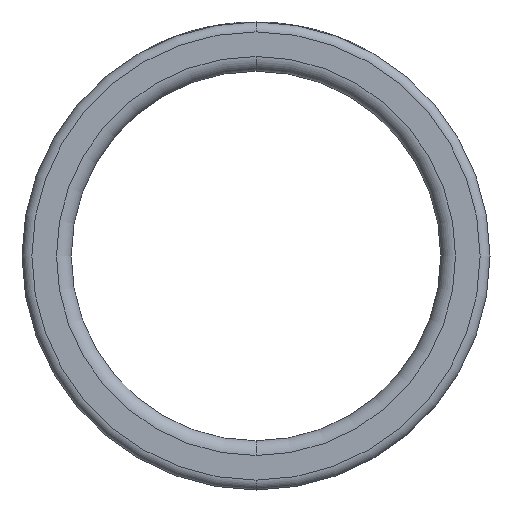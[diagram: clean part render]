
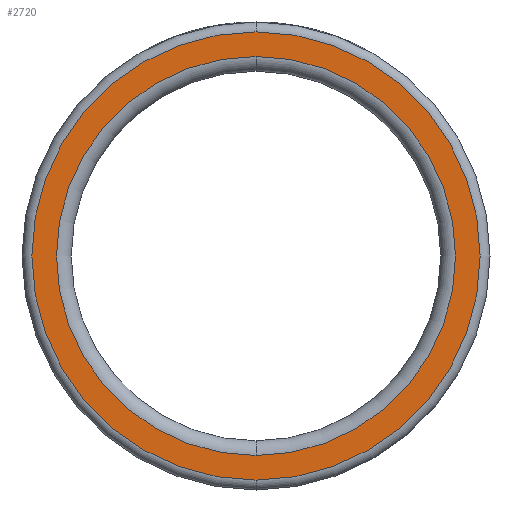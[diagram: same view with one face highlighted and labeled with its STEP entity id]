
A CAD part, front view. The second image highlights one B-rep face of the part: STEP entity #2720.
In plain terms, the highlighted planar face has unit normal (0, -1, 0).
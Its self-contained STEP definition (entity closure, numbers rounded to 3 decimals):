
#18 = AXIS2_PLACEMENT_3D ( 'NONE', #846, #2534, #2319 ) ;
#25 = CARTESIAN_POINT ( 'NONE',  ( 0., -85., 0. ) ) ;
#159 = AXIS2_PLACEMENT_3D ( 'NONE', #1985, #740, #932 ) ;
#167 = VERTEX_POINT ( 'NONE', #2193 ) ;
#199 = VERTEX_POINT ( 'NONE', #919 ) ;
#232 = EDGE_LOOP ( 'NONE', ( #1930, #2000 ) ) ;
#283 = AXIS2_PLACEMENT_3D ( 'NONE', #1269, #1246, #1055 ) ;
#297 = EDGE_CURVE ( 'NONE', #1298, #772, #738, .T. ) ;
#399 = CIRCLE ( 'NONE', #876, 40.5 ) ;
#453 = DIRECTION ( 'NONE',  ( 0., 0., -1. ) ) ;
#540 = EDGE_CURVE ( 'NONE', #167, #199, #2261, .T. ) ;
#575 = AXIS2_PLACEMENT_3D ( 'NONE', #2570, #1499, #2770 ) ;
#729 = FACE_BOUND ( 'NONE', #232, .T. ) ;
#738 = CIRCLE ( 'NONE', #159, 40.5 ) ;
#740 = DIRECTION ( 'NONE',  ( 0., -1., 0. ) ) ;
#772 = VERTEX_POINT ( 'NONE', #2592 ) ;
#846 = CARTESIAN_POINT ( 'NONE',  ( 0., -85., 0. ) ) ;
#876 = AXIS2_PLACEMENT_3D ( 'NONE', #25, #1517, #453 ) ;
#919 = CARTESIAN_POINT ( 'NONE',  ( 0., -85., -45.5 ) ) ;
#932 = DIRECTION ( 'NONE',  ( 0., 0., -1. ) ) ;
#1055 = DIRECTION ( 'NONE',  ( 0., 0., -1. ) ) ;
#1107 = EDGE_CURVE ( 'NONE', #772, #1298, #399, .T. ) ;
#1246 = DIRECTION ( 'NONE',  ( 0., -1., 0. ) ) ;
#1269 = CARTESIAN_POINT ( 'NONE',  ( 0., -85., 0. ) ) ;
#1298 = VERTEX_POINT ( 'NONE', #2205 ) ;
#1422 = CIRCLE ( 'NONE', #283, 45.5 ) ;
#1499 = DIRECTION ( 'NONE',  ( 0., -1., 0. ) ) ;
#1517 = DIRECTION ( 'NONE',  ( 0., -1., 0. ) ) ;
#1542 = ORIENTED_EDGE ( 'NONE', *, *, #540, .T. ) ;
#1612 = ORIENTED_EDGE ( 'NONE', *, *, #2460, .T. ) ;
#1930 = ORIENTED_EDGE ( 'NONE', *, *, #297, .F. ) ;
#1985 = CARTESIAN_POINT ( 'NONE',  ( 0., -85., 0. ) ) ;
#2000 = ORIENTED_EDGE ( 'NONE', *, *, #1107, .F. ) ;
#2193 = CARTESIAN_POINT ( 'NONE',  ( 0., -85., 45.5 ) ) ;
#2205 = CARTESIAN_POINT ( 'NONE',  ( 0., -85., -40.5 ) ) ;
#2227 = FACE_OUTER_BOUND ( 'NONE', #2514, .T. ) ;
#2261 = CIRCLE ( 'NONE', #18, 45.5 ) ;
#2319 = DIRECTION ( 'NONE',  ( 0., 0., -1. ) ) ;
#2460 = EDGE_CURVE ( 'NONE', #199, #167, #1422, .T. ) ;
#2514 = EDGE_LOOP ( 'NONE', ( #1612, #1542 ) ) ;
#2534 = DIRECTION ( 'NONE',  ( 0., -1., 0. ) ) ;
#2570 = CARTESIAN_POINT ( 'NONE',  ( 40.5, -85., 0. ) ) ;
#2592 = CARTESIAN_POINT ( 'NONE',  ( 0., -85., 40.5 ) ) ;
#2720 = ADVANCED_FACE ( 'NONE', ( #2227, #729 ), #2761, .T. ) ;
#2761 = PLANE ( 'NONE',  #575 ) ;
#2770 = DIRECTION ( 'NONE',  ( 0., 0., -1. ) ) ;
